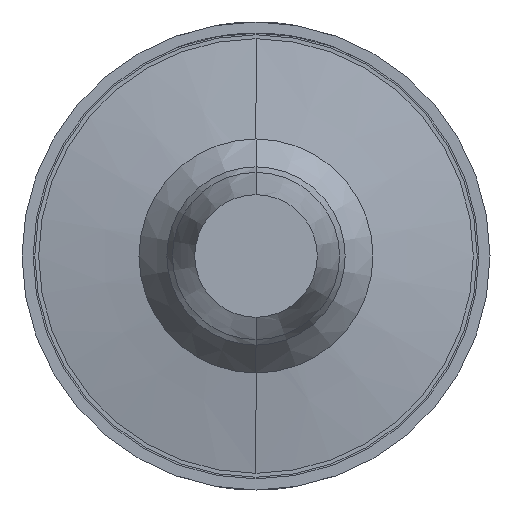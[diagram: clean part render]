
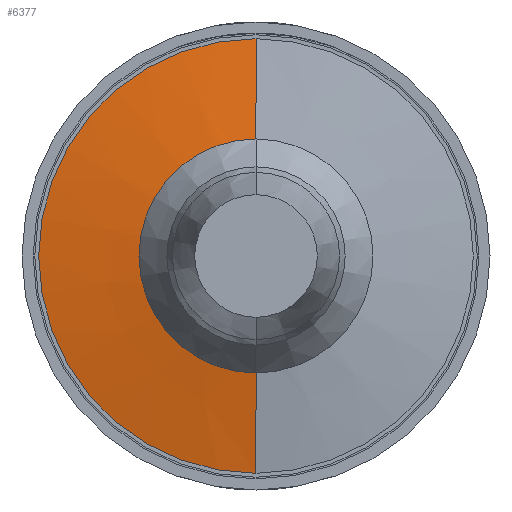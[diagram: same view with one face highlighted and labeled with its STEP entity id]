
A CAD part, front view. The second image highlights one B-rep face of the part: STEP entity #6377.
In plain terms, the highlighted conical face has half-angle 80.134 degrees and reference radius 0.8 mm.
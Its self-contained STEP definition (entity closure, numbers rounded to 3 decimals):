
#336 = CARTESIAN_POINT ( 'NONE',  ( 0., -41.6, 0. ) ) ;
#457 = EDGE_CURVE ( 'NONE', #1466, #4733, #4069, .T. ) ;
#854 = CARTESIAN_POINT ( 'NONE',  ( 0., -41.6, -0.8 ) ) ;
#1179 = EDGE_CURVE ( 'Defeature ausgef�hrt1_23+Defeature ausgef�hrt1_22+Defeature ausgef�hrt1_22+Defeature ausgef�hrt1_22', #3279, #4733, #4805, .T. ) ;
#1274 = DIRECTION ( 'NONE',  ( 0., 0.171, 0.985 ) ) ;
#1283 = VECTOR ( 'NONE', #6076, 1000. ) ;
#1324 = CARTESIAN_POINT ( 'NONE',  ( 0., -41.4, 0. ) ) ;
#1466 = VERTEX_POINT ( 'NONE', #5202 ) ;
#1680 = DIRECTION ( 'NONE',  ( 0., 1., 0. ) ) ;
#1744 = CONICAL_SURFACE ( 'NONE', #5471, 0.8, 1.399 ) ;
#2154 = ORIENTED_EDGE ( 'NONE', *, *, #4584, .F. ) ;
#2241 = CARTESIAN_POINT ( 'NONE',  ( 0., -41.4, 1.95 ) ) ;
#2399 = FACE_OUTER_BOUND ( 'NONE', #5661, .T. ) ;
#2401 = DIRECTION ( 'NONE',  ( 0., 0., 1. ) ) ;
#2407 = CIRCLE ( 'NONE', #6250, 0.8 ) ;
#2766 = DIRECTION ( 'NONE',  ( 0., 0., -1. ) ) ;
#3279 = VERTEX_POINT ( 'NONE', #2241 ) ;
#3329 = VERTEX_POINT ( 'NONE', #4946 ) ;
#3412 = CARTESIAN_POINT ( 'NONE',  ( 0., -41.6, 0.8 ) ) ;
#3812 = EDGE_CURVE ( 'NONE', #3329, #3279, #4463, .T. ) ;
#3931 = DIRECTION ( 'NONE',  ( 0., 0., 1. ) ) ;
#3984 = DIRECTION ( 'NONE',  ( 0., -1., 0. ) ) ;
#4036 = ORIENTED_EDGE ( 'NONE', *, *, #3812, .T. ) ;
#4069 = LINE ( 'NONE', #854, #1283 ) ;
#4073 = CARTESIAN_POINT ( 'NONE',  ( 0., -41.4, -1.95 ) ) ;
#4121 = AXIS2_PLACEMENT_3D ( 'NONE', #1324, #3984, #3931 ) ;
#4199 = ORIENTED_EDGE ( 'NONE', *, *, #457, .F. ) ;
#4223 = VECTOR ( 'NONE', #1274, 1000. ) ;
#4463 = LINE ( 'NONE', #3412, #4223 ) ;
#4584 = EDGE_CURVE ( 'Defeature ausgef�hrt1_24+Defeature ausgef�hrt1_23+Defeature ausgef�hrt1_23+Defeature ausgef�hrt1_23', #3329, #1466, #2407, .T. ) ;
#4683 = CARTESIAN_POINT ( 'NONE',  ( 0., -41.6, 0. ) ) ;
#4733 = VERTEX_POINT ( 'NONE', #4073 ) ;
#4805 = CIRCLE ( 'NONE', #4121, 1.95 ) ;
#4946 = CARTESIAN_POINT ( 'NONE',  ( 0., -41.6, 0.8 ) ) ;
#5202 = CARTESIAN_POINT ( 'NONE',  ( 0., -41.6, -0.8 ) ) ;
#5336 = ORIENTED_EDGE ( 'NONE', *, *, #1179, .T. ) ;
#5471 = AXIS2_PLACEMENT_3D ( 'NONE', #4683, #1680, #2766 ) ;
#5661 = EDGE_LOOP ( 'NONE', ( #2154, #4036, #5336, #4199 ) ) ;
#6042 = DIRECTION ( 'NONE',  ( 0., -1., 0. ) ) ;
#6076 = DIRECTION ( 'NONE',  ( 0., 0.171, -0.985 ) ) ;
#6250 = AXIS2_PLACEMENT_3D ( 'NONE', #336, #6042, #2401 ) ;
#6377 = ADVANCED_FACE ( 'Defeature ausgef�hrt1_23', ( #2399 ), #1744, .T. ) ;
